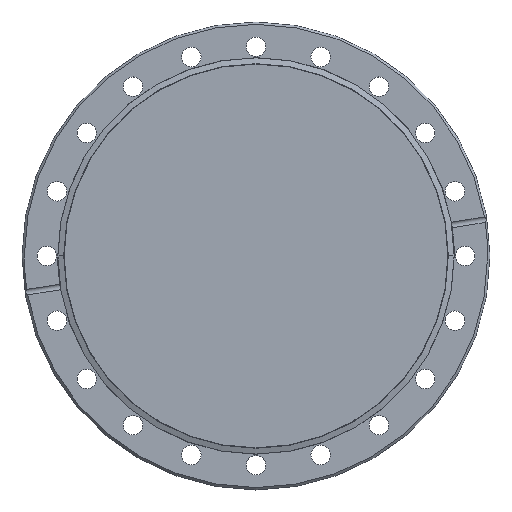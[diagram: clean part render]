
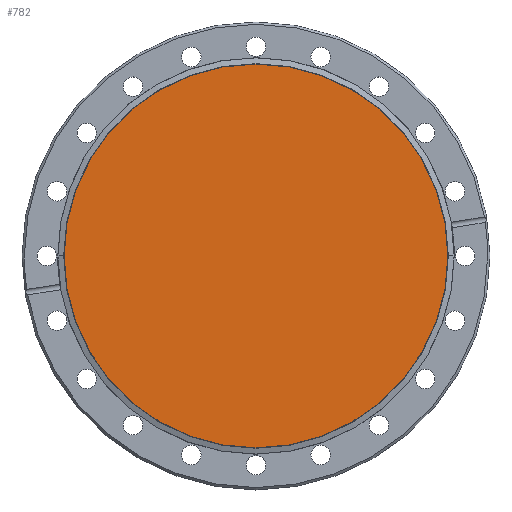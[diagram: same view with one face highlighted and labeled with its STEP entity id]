
A CAD part, top view. The second image highlights one B-rep face of the part: STEP entity #782.
In plain terms, the highlighted planar face has unit normal (0, 0, 1).
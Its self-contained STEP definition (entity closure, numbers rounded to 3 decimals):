
#232 = EDGE_CURVE ( 'NONE', #3158, #3560, #3343, .T. ) ;
#254 = CARTESIAN_POINT ( 'NONE',  ( 82.998, 0., -1.2 ) ) ;
#527 = CIRCLE ( 'NONE', #689, 82.998 ) ;
#558 = EDGE_CURVE ( 'NONE', #3560, #3158, #527, .T. ) ;
#689 = AXIS2_PLACEMENT_3D ( 'NONE', #2114, #2060, #2134 ) ;
#782 = ADVANCED_FACE ( 'NONE', ( #1197 ), #2666, .F. ) ;
#1197 = FACE_OUTER_BOUND ( 'NONE', #3488, .T. ) ;
#2060 = DIRECTION ( 'NONE',  ( 0., 0., -1. ) ) ;
#2114 = CARTESIAN_POINT ( 'NONE',  ( 0., 0., -1.2 ) ) ;
#2134 = DIRECTION ( 'NONE',  ( -1., 0., 0. ) ) ;
#2285 = AXIS2_PLACEMENT_3D ( 'NONE', #3180, #3215, #3467 ) ;
#2666 = PLANE ( 'NONE',  #2285 ) ;
#3084 = CARTESIAN_POINT ( 'NONE',  ( -82.998, 0., -1.2 ) ) ;
#3116 = ORIENTED_EDGE ( 'NONE', *, *, #232, .F. ) ;
#3158 = VERTEX_POINT ( 'NONE', #254 ) ;
#3180 = CARTESIAN_POINT ( 'NONE',  ( 82.998, 0., -1.2 ) ) ;
#3215 = DIRECTION ( 'NONE',  ( 0., 0., -1. ) ) ;
#3343 = CIRCLE ( 'NONE', #3404, 82.998 ) ;
#3404 = AXIS2_PLACEMENT_3D ( 'NONE', #3507, #3494, #3443 ) ;
#3418 = ORIENTED_EDGE ( 'NONE', *, *, #558, .F. ) ;
#3443 = DIRECTION ( 'NONE',  ( -1., 0., 0. ) ) ;
#3467 = DIRECTION ( 'NONE',  ( -1., 0., 0. ) ) ;
#3488 = EDGE_LOOP ( 'NONE', ( #3116, #3418 ) ) ;
#3494 = DIRECTION ( 'NONE',  ( 0., 0., -1. ) ) ;
#3507 = CARTESIAN_POINT ( 'NONE',  ( 0., 0., -1.2 ) ) ;
#3560 = VERTEX_POINT ( 'NONE', #3084 ) ;
